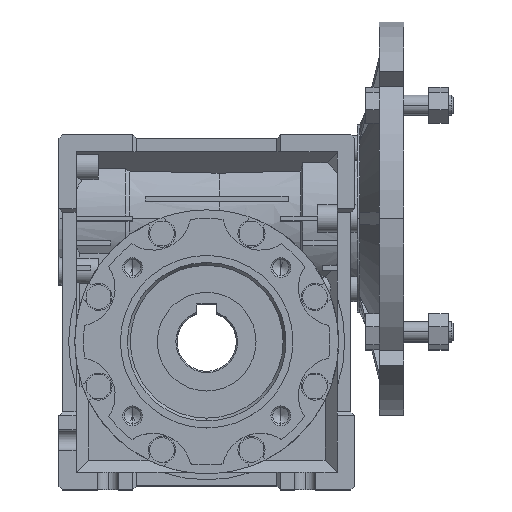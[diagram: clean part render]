
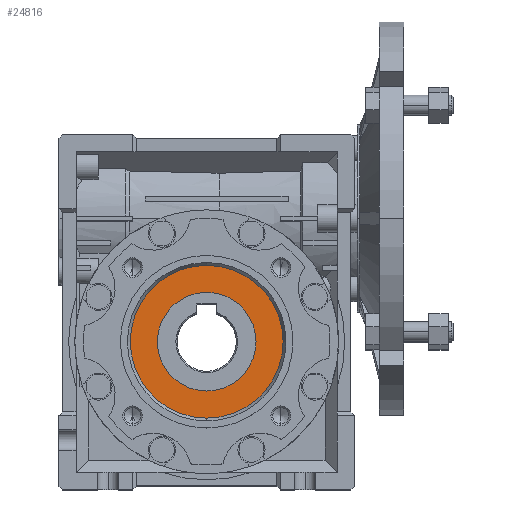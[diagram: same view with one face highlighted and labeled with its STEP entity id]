
A CAD part, top view. The second image highlights one B-rep face of the part: STEP entity #24816.
In plain terms, the highlighted planar face has unit normal (0, 0, 1).
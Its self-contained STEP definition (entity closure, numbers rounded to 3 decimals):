
#1258 = DIRECTION ( 'NONE',  ( 0., 1., 0. ) ) ;
#1479 = EDGE_CURVE ( 'NONE', #23270, #28199, #15668, .T. ) ;
#1594 = DIRECTION ( 'NONE',  ( 0., 1., 0. ) ) ;
#1846 = CARTESIAN_POINT ( 'NONE',  ( -31., 0., 44. ) ) ;
#2224 = AXIS2_PLACEMENT_3D ( 'NONE', #31446, #16357, #1258 ) ;
#2426 = ORIENTED_EDGE ( 'NONE', *, *, #7073, .F. ) ;
#3033 = CARTESIAN_POINT ( 'NONE',  ( 0., 31., 44. ) ) ;
#5154 = EDGE_CURVE ( 'NONE', #18286, #20534, #6422, .T. ) ;
#6014 = CIRCLE ( 'NONE', #2224, 20. ) ;
#6422 = CIRCLE ( 'NONE', #28805, 20. ) ;
#6931 = DIRECTION ( 'NONE',  ( 0., 0., -1. ) ) ;
#7073 = EDGE_CURVE ( 'NONE', #20534, #18286, #6014, .T. ) ;
#8847 = AXIS2_PLACEMENT_3D ( 'NONE', #24502, #9405, #27035 ) ;
#9405 = DIRECTION ( 'NONE',  ( 0., 0., 1. ) ) ;
#10438 = DIRECTION ( 'NONE',  ( 0., 0., 1. ) ) ;
#10473 = CARTESIAN_POINT ( 'NONE',  ( 0., -20., 44. ) ) ;
#14295 = ORIENTED_EDGE ( 'NONE', *, *, #30006, .T. ) ;
#15668 = CIRCLE ( 'NONE', #8847, 31. ) ;
#16357 = DIRECTION ( 'NONE',  ( 0., 0., 1. ) ) ;
#16699 = DIRECTION ( 'NONE',  ( 0., 0., 1. ) ) ;
#17875 = CARTESIAN_POINT ( 'NONE',  ( 0., 20., 44. ) ) ;
#18286 = VERTEX_POINT ( 'NONE', #17875 ) ;
#20534 = VERTEX_POINT ( 'NONE', #10473 ) ;
#22047 = PLANE ( 'NONE',  #29160 ) ;
#22147 = EDGE_LOOP ( 'NONE', ( #14295, #25656 ) ) ;
#23270 = VERTEX_POINT ( 'NONE', #27119 ) ;
#24502 = CARTESIAN_POINT ( 'NONE',  ( 0., 0., 44. ) ) ;
#24559 = DIRECTION ( 'NONE',  ( 0., -1., 0. ) ) ;
#24816 = ADVANCED_FACE ( 'NONE', ( #28507, #29290 ), #22047, .F. ) ;
#25272 = CIRCLE ( 'NONE', #29927, 31. ) ;
#25546 = CARTESIAN_POINT ( 'NONE',  ( 0., 0., 44. ) ) ;
#25656 = ORIENTED_EDGE ( 'NONE', *, *, #1479, .T. ) ;
#25766 = EDGE_LOOP ( 'NONE', ( #28327, #2426 ) ) ;
#27035 = DIRECTION ( 'NONE',  ( 0., 1., 0. ) ) ;
#27119 = CARTESIAN_POINT ( 'NONE',  ( 0., -31., 44. ) ) ;
#28086 = DIRECTION ( 'NONE',  ( 0., 1., 0. ) ) ;
#28199 = VERTEX_POINT ( 'NONE', #3033 ) ;
#28327 = ORIENTED_EDGE ( 'NONE', *, *, #5154, .F. ) ;
#28507 = FACE_OUTER_BOUND ( 'NONE', #22147, .T. ) ;
#28805 = AXIS2_PLACEMENT_3D ( 'NONE', #25546, #10438, #28086 ) ;
#29160 = AXIS2_PLACEMENT_3D ( 'NONE', #1846, #6931, #24559 ) ;
#29290 = FACE_BOUND ( 'NONE', #25766, .T. ) ;
#29927 = AXIS2_PLACEMENT_3D ( 'NONE', #31771, #16699, #1594 ) ;
#30006 = EDGE_CURVE ( 'NONE', #28199, #23270, #25272, .T. ) ;
#31446 = CARTESIAN_POINT ( 'NONE',  ( 0., 0., 44. ) ) ;
#31771 = CARTESIAN_POINT ( 'NONE',  ( 0., 0., 44. ) ) ;
